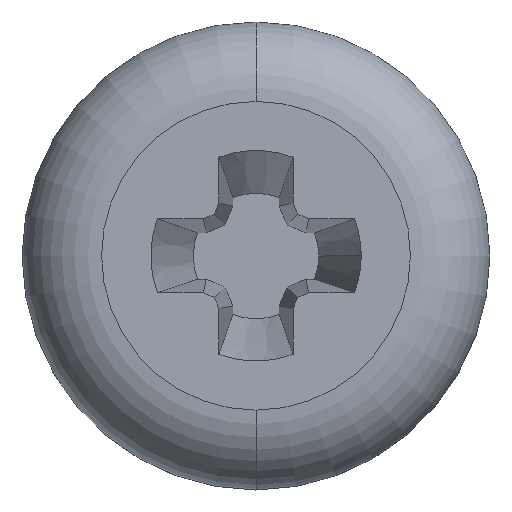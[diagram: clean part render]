
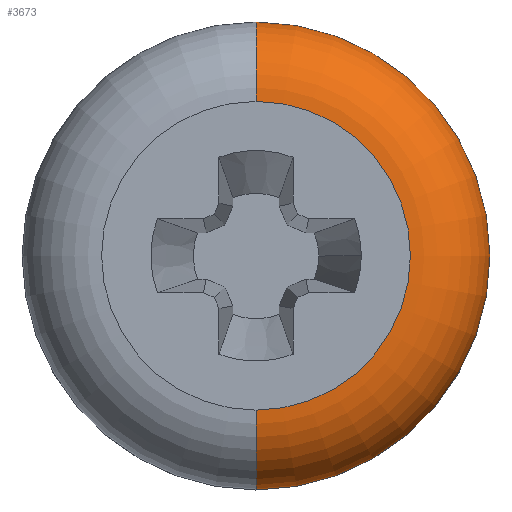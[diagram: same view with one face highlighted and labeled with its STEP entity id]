
A CAD part, top view. The second image highlights one B-rep face of the part: STEP entity #3673.
In plain terms, the highlighted toroidal (fillet/blend) face has major radius 1.32 mm and minor radius 0.68 mm.
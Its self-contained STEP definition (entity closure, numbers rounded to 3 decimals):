
#61 = ORIENTED_EDGE ( 'NONE', *, *, #621, .F. ) ;
#77 = AXIS2_PLACEMENT_3D ( 'NONE', #2882, #2550, #2564 ) ;
#150 = VERTEX_POINT ( 'NONE', #1646 ) ;
#320 = AXIS2_PLACEMENT_3D ( 'NONE', #3777, #3485, #3741 ) ;
#368 = DIRECTION ( 'NONE',  ( -1., 0., 0. ) ) ;
#451 = DIRECTION ( 'NONE',  ( 0., 1., 0. ) ) ;
#584 = FACE_OUTER_BOUND ( 'NONE', #1214, .T. ) ;
#621 = EDGE_CURVE ( 'NONE', #3016, #3676, #2451, .T. ) ;
#703 = EDGE_CURVE ( 'NONE', #150, #877, #2879, .T. ) ;
#817 = DIRECTION ( 'NONE',  ( 0., 1., 0. ) ) ;
#877 = VERTEX_POINT ( 'NONE', #2672 ) ;
#1214 = EDGE_LOOP ( 'NONE', ( #3151, #1577, #3536, #61, #2988 ) ) ;
#1234 = EDGE_CURVE ( 'NONE', #3676, #1573, #2404, .T. ) ;
#1387 = CARTESIAN_POINT ( 'NONE',  ( 0., 0., 0.92 ) ) ;
#1458 = DIRECTION ( 'NONE',  ( 0., 0., -1. ) ) ;
#1464 = AXIS2_PLACEMENT_3D ( 'NONE', #3199, #1458, #3509 ) ;
#1573 = VERTEX_POINT ( 'NONE', #2505 ) ;
#1577 = ORIENTED_EDGE ( 'NONE', *, *, #1596, .T. ) ;
#1596 = EDGE_CURVE ( 'NONE', #877, #1573, #3192, .T. ) ;
#1598 = CARTESIAN_POINT ( 'NONE',  ( 0., 1.32, 0.92 ) ) ;
#1646 = CARTESIAN_POINT ( 'NONE',  ( 0., 1.32, 1.6 ) ) ;
#1669 = EDGE_CURVE ( 'NONE', #150, #3016, #1671, .T. ) ;
#1671 = CIRCLE ( 'NONE', #3561, 0.68 ) ;
#1675 = DIRECTION ( 'NONE',  ( 0., 0., -1. ) ) ;
#1690 = CARTESIAN_POINT ( 'NONE',  ( 2., 0., 0.92 ) ) ;
#2038 = CARTESIAN_POINT ( 'NONE',  ( 0., 2., 0.92 ) ) ;
#2404 = CIRCLE ( 'NONE', #3363, 2. ) ;
#2435 = DIRECTION ( 'NONE',  ( 0., 0., 1. ) ) ;
#2451 = CIRCLE ( 'NONE', #77, 2. ) ;
#2505 = CARTESIAN_POINT ( 'NONE',  ( 0., -2., 0.92 ) ) ;
#2550 = DIRECTION ( 'NONE',  ( 0., 0., -1. ) ) ;
#2564 = DIRECTION ( 'NONE',  ( 0., 1., 0. ) ) ;
#2672 = CARTESIAN_POINT ( 'NONE',  ( 0., -1.32, 1.6 ) ) ;
#2825 = DIRECTION ( 'NONE',  ( 1., 0., 0. ) ) ;
#2827 = AXIS2_PLACEMENT_3D ( 'NONE', #3399, #2825, #451 ) ;
#2879 = CIRCLE ( 'NONE', #1464, 1.32 ) ;
#2882 = CARTESIAN_POINT ( 'NONE',  ( 0., 0., 0.92 ) ) ;
#2985 = TOROIDAL_SURFACE ( 'NONE', #320, 1.32, 0.68 ) ;
#2988 = ORIENTED_EDGE ( 'NONE', *, *, #1669, .F. ) ;
#3016 = VERTEX_POINT ( 'NONE', #2038 ) ;
#3151 = ORIENTED_EDGE ( 'NONE', *, *, #703, .T. ) ;
#3192 = CIRCLE ( 'NONE', #2827, 0.68 ) ;
#3199 = CARTESIAN_POINT ( 'NONE',  ( 0., 0., 1.6 ) ) ;
#3363 = AXIS2_PLACEMENT_3D ( 'NONE', #1387, #1675, #817 ) ;
#3399 = CARTESIAN_POINT ( 'NONE',  ( 0., -1.32, 0.92 ) ) ;
#3485 = DIRECTION ( 'NONE',  ( 0., 0., -1. ) ) ;
#3509 = DIRECTION ( 'NONE',  ( 0., 1., 0. ) ) ;
#3536 = ORIENTED_EDGE ( 'NONE', *, *, #1234, .F. ) ;
#3561 = AXIS2_PLACEMENT_3D ( 'NONE', #1598, #368, #2435 ) ;
#3673 = ADVANCED_FACE ( 'NONE', ( #584 ), #2985, .T. ) ;
#3676 = VERTEX_POINT ( 'NONE', #1690 ) ;
#3741 = DIRECTION ( 'NONE',  ( 0., 1., 0. ) ) ;
#3777 = CARTESIAN_POINT ( 'NONE',  ( 0., 0., 0.92 ) ) ;
